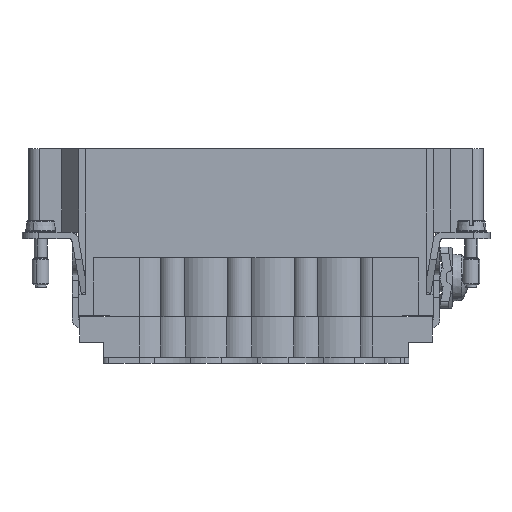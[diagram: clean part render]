
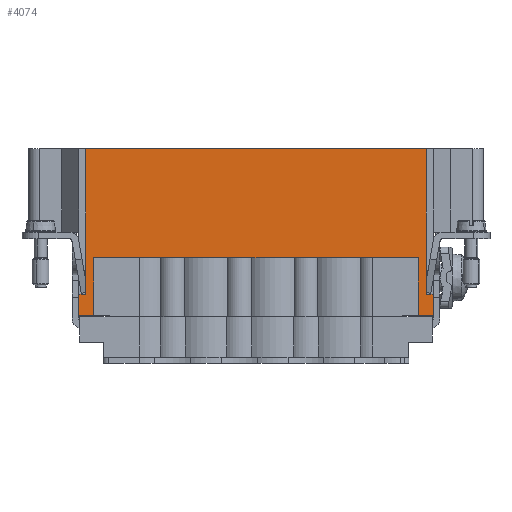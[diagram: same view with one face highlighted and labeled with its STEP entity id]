
A CAD part, left-side view. The second image highlights one B-rep face of the part: STEP entity #4074.
In plain terms, the highlighted planar face has unit normal (-1, 0, 0).
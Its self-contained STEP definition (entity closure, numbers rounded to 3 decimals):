
#3983=AXIS2_PLACEMENT_3D('Plane Axis2P3D',#3980,#3981,#3982) ;
#3954=CARTESIAN_POINT('Line Origine',(0.1,71.25,13.8)) ;
#3958=CARTESIAN_POINT('Vertex',(0.1,71.25,8.6)) ;
#3960=CARTESIAN_POINT('Vertex',(0.1,71.25,19.)) ;
#3980=CARTESIAN_POINT('Axis2P3D Location',(0.1,-0.15,24.1)) ;
#3985=CARTESIAN_POINT('Line Origine',(0.1,42.1,19.)) ;
#3989=CARTESIAN_POINT('Vertex',(0.1,12.95,19.)) ;
#3992=CARTESIAN_POINT('Line Origine',(0.1,12.95,13.8)) ;
#3996=CARTESIAN_POINT('Vertex',(0.1,12.95,8.6)) ;
#3999=CARTESIAN_POINT('Line Origine',(0.1,11.575,8.6)) ;
#4003=CARTESIAN_POINT('Vertex',(0.1,10.2,8.6)) ;
#4006=CARTESIAN_POINT('Line Origine',(0.1,10.2,10.5)) ;
#4010=CARTESIAN_POINT('Vertex',(0.1,10.2,12.4)) ;
#4013=CARTESIAN_POINT('Line Origine',(0.1,10.825,12.4)) ;
#4017=CARTESIAN_POINT('Vertex',(0.1,11.45,12.4)) ;
#4020=CARTESIAN_POINT('Line Origine',(0.1,11.45,25.5)) ;
#4024=CARTESIAN_POINT('Vertex',(0.1,11.45,38.6)) ;
#4027=CARTESIAN_POINT('Line Origine',(0.1,42.1,38.6)) ;
#4031=CARTESIAN_POINT('Vertex',(0.1,72.75,38.6)) ;
#4034=CARTESIAN_POINT('Line Origine',(0.1,72.75,25.5)) ;
#4038=CARTESIAN_POINT('Vertex',(0.1,72.75,12.4)) ;
#4041=CARTESIAN_POINT('Line Origine',(0.1,73.375,12.4)) ;
#4045=CARTESIAN_POINT('Vertex',(0.1,74.,12.4)) ;
#4048=CARTESIAN_POINT('Line Origine',(0.1,74.,10.5)) ;
#4052=CARTESIAN_POINT('Vertex',(0.1,74.,8.6)) ;
#4055=CARTESIAN_POINT('Line Origine',(0.1,72.625,8.6)) ;
#3955=DIRECTION('Vector Direction',(0.,0.,1.)) ;
#3981=DIRECTION('Axis2P3D Direction',(1.,0.,0.)) ;
#3982=DIRECTION('Axis2P3D XDirection',(0.,1.,0.)) ;
#3986=DIRECTION('Vector Direction',(0.,-1.,0.)) ;
#3993=DIRECTION('Vector Direction',(0.,0.,1.)) ;
#4000=DIRECTION('Vector Direction',(0.,1.,0.)) ;
#4007=DIRECTION('Vector Direction',(0.,0.,1.)) ;
#4014=DIRECTION('Vector Direction',(0.,-1.,0.)) ;
#4021=DIRECTION('Vector Direction',(0.,0.,1.)) ;
#4028=DIRECTION('Vector Direction',(0.,1.,0.)) ;
#4035=DIRECTION('Vector Direction',(0.,0.,1.)) ;
#4042=DIRECTION('Vector Direction',(0.,-1.,0.)) ;
#4049=DIRECTION('Vector Direction',(0.,0.,1.)) ;
#4056=DIRECTION('Vector Direction',(0.,1.,0.)) ;
#3956=VECTOR('Line Direction',#3955,1.) ;
#3987=VECTOR('Line Direction',#3986,1.) ;
#3994=VECTOR('Line Direction',#3993,1.) ;
#4001=VECTOR('Line Direction',#4000,1.) ;
#4008=VECTOR('Line Direction',#4007,1.) ;
#4015=VECTOR('Line Direction',#4014,1.) ;
#4022=VECTOR('Line Direction',#4021,1.) ;
#4029=VECTOR('Line Direction',#4028,1.) ;
#4036=VECTOR('Line Direction',#4035,1.) ;
#4043=VECTOR('Line Direction',#4042,1.) ;
#4050=VECTOR('Line Direction',#4049,1.) ;
#4057=VECTOR('Line Direction',#4056,1.) ;
#4061=ORIENTED_EDGE('',*,*,#3962,.T.) ;
#4062=ORIENTED_EDGE('',*,*,#3991,.T.) ;
#4063=ORIENTED_EDGE('',*,*,#3998,.F.) ;
#4064=ORIENTED_EDGE('',*,*,#4005,.F.) ;
#4065=ORIENTED_EDGE('',*,*,#4012,.T.) ;
#4066=ORIENTED_EDGE('',*,*,#4019,.T.) ;
#4067=ORIENTED_EDGE('',*,*,#4026,.T.) ;
#4068=ORIENTED_EDGE('',*,*,#4033,.F.) ;
#4069=ORIENTED_EDGE('',*,*,#4040,.F.) ;
#4070=ORIENTED_EDGE('',*,*,#4047,.F.) ;
#4071=ORIENTED_EDGE('',*,*,#4054,.F.) ;
#4072=ORIENTED_EDGE('',*,*,#4059,.F.) ;
#4074=ADVANCED_FACE('Hauptk\X2\00F6\X0\rper',(#4073),#3984,.F.) ;
#3962=EDGE_CURVE('',#3959,#3961,#3957,.T.) ;
#3991=EDGE_CURVE('',#3961,#3990,#3988,.T.) ;
#3998=EDGE_CURVE('',#3997,#3990,#3995,.T.) ;
#4005=EDGE_CURVE('',#4004,#3997,#4002,.T.) ;
#4012=EDGE_CURVE('',#4004,#4011,#4009,.T.) ;
#4019=EDGE_CURVE('',#4011,#4018,#4016,.F.) ;
#4026=EDGE_CURVE('',#4018,#4025,#4023,.T.) ;
#4033=EDGE_CURVE('',#4032,#4025,#4030,.F.) ;
#4040=EDGE_CURVE('',#4039,#4032,#4037,.T.) ;
#4047=EDGE_CURVE('',#4046,#4039,#4044,.T.) ;
#4054=EDGE_CURVE('',#4053,#4046,#4051,.T.) ;
#4059=EDGE_CURVE('',#3959,#4053,#4058,.T.) ;
#4060=EDGE_LOOP('',(#4061,#4062,#4063,#4064,#4065,#4066,#4067,#4068,#4069,#4070,#4071,#4072)) ;
#4073=FACE_OUTER_BOUND('',#4060,.T.) ;
#3957=LINE('Line',#3954,#3956) ;
#3988=LINE('Line',#3985,#3987) ;
#3995=LINE('Line',#3992,#3994) ;
#4002=LINE('Line',#3999,#4001) ;
#4009=LINE('Line',#4006,#4008) ;
#4016=LINE('Line',#4013,#4015) ;
#4023=LINE('Line',#4020,#4022) ;
#4030=LINE('Line',#4027,#4029) ;
#4037=LINE('Line',#4034,#4036) ;
#4044=LINE('Line',#4041,#4043) ;
#4051=LINE('Line',#4048,#4050) ;
#4058=LINE('Line',#4055,#4057) ;
#3984=PLANE('',#3983) ;
#3959=VERTEX_POINT('',#3958) ;
#3961=VERTEX_POINT('',#3960) ;
#3990=VERTEX_POINT('',#3989) ;
#3997=VERTEX_POINT('',#3996) ;
#4004=VERTEX_POINT('',#4003) ;
#4011=VERTEX_POINT('',#4010) ;
#4018=VERTEX_POINT('',#4017) ;
#4025=VERTEX_POINT('',#4024) ;
#4032=VERTEX_POINT('',#4031) ;
#4039=VERTEX_POINT('',#4038) ;
#4046=VERTEX_POINT('',#4045) ;
#4053=VERTEX_POINT('',#4052) ;
